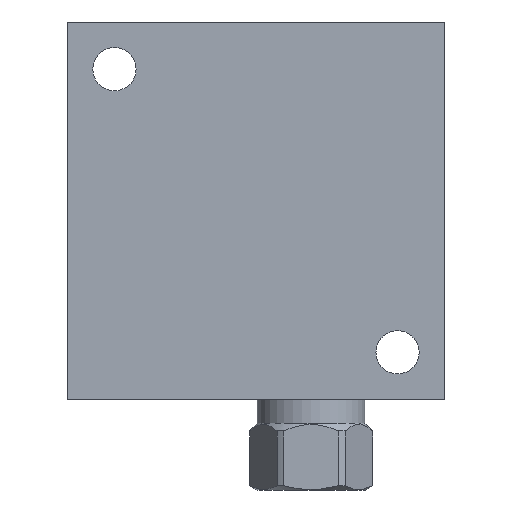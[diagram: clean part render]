
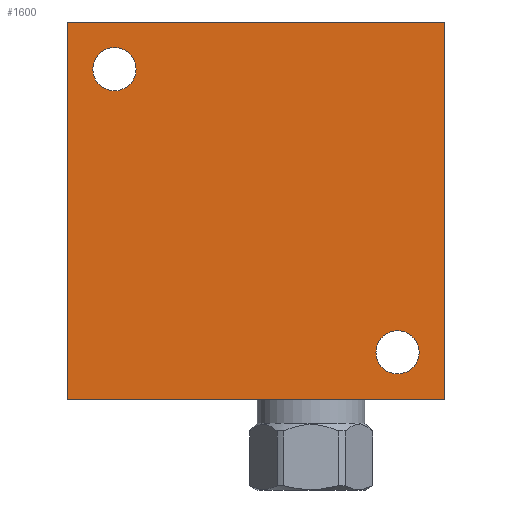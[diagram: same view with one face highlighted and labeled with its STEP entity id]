
A CAD part, front view. The second image highlights one B-rep face of the part: STEP entity #1600.
In plain terms, the highlighted planar face has unit normal (0, -1, 0).
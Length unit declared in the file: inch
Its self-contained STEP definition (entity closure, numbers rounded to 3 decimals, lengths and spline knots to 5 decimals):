
#5=DIRECTION('',(1.,0.,0.));
#6=VECTOR('',#5,3.);
#7=CARTESIAN_POINT('',(0.,-1.25,0.));
#8=LINE('',#7,#6);
#65=DIRECTION('',(0.,0.,1.));
#66=VECTOR('',#65,3.);
#67=CARTESIAN_POINT('',(3.,-1.25,0.));
#68=LINE('',#67,#66);
#79=DIRECTION('',(0.,0.,1.));
#80=VECTOR('',#79,3.);
#81=CARTESIAN_POINT('',(0.,-1.25,0.));
#82=LINE('',#81,#80);
#83=CARTESIAN_POINT('',(0.375,-1.25,2.625));
#84=DIRECTION('',(0.,1.,0.));
#85=DIRECTION('',(0.,0.,-1.));
#86=AXIS2_PLACEMENT_3D('',#83,#84,#85);
#88=CARTESIAN_POINT('',(0.375,-1.25,2.625));
#89=DIRECTION('',(0.,1.,0.));
#90=DIRECTION('',(0.,0.,1.));
#91=AXIS2_PLACEMENT_3D('',#88,#89,#90);
#93=CARTESIAN_POINT('',(2.625,-1.25,0.375));
#94=DIRECTION('',(0.,1.,0.));
#95=DIRECTION('',(0.,0.,-1.));
#96=AXIS2_PLACEMENT_3D('',#93,#94,#95);
#98=CARTESIAN_POINT('',(2.625,-1.25,0.375));
#99=DIRECTION('',(0.,1.,0.));
#100=DIRECTION('',(0.,0.,1.));
#101=AXIS2_PLACEMENT_3D('',#98,#99,#100);
#115=DIRECTION('',(1.,0.,0.));
#116=VECTOR('',#115,3.);
#117=CARTESIAN_POINT('',(0.,-1.25,3.));
#118=LINE('',#117,#116);
#1284=CARTESIAN_POINT('',(0.,-1.25,0.));
#1286=VERTEX_POINT('',#1284);
#1287=CARTESIAN_POINT('',(3.,-1.25,0.));
#1288=VERTEX_POINT('',#1287);
#1292=CARTESIAN_POINT('',(0.,-1.25,3.));
#1294=VERTEX_POINT('',#1292);
#1295=CARTESIAN_POINT('',(3.,-1.25,3.));
#1296=VERTEX_POINT('',#1295);
#1381=CARTESIAN_POINT('',(0.375,-1.25,2.453));
#1382=CARTESIAN_POINT('',(0.375,-1.25,2.797));
#1383=VERTEX_POINT('',#1381);
#1384=VERTEX_POINT('',#1382);
#1389=CARTESIAN_POINT('',(2.625,-1.25,0.203));
#1390=CARTESIAN_POINT('',(2.625,-1.25,0.547));
#1391=VERTEX_POINT('',#1389);
#1392=VERTEX_POINT('',#1390);
#1576=CARTESIAN_POINT('',(0.,-1.25,0.));
#1577=DIRECTION('',(0.,-1.,0.));
#1578=DIRECTION('',(1.,0.,0.));
#1579=AXIS2_PLACEMENT_3D('',#1576,#1577,#1578);
#1580=PLANE('',#1579);
#1581=ORIENTED_EDGE('',*,*,#1494,.F.);
#1582=ORIENTED_EDGE('',*,*,#1519,.T.);
#1584=ORIENTED_EDGE('',*,*,#1583,.T.);
#1585=ORIENTED_EDGE('',*,*,#1562,.F.);
#1586=EDGE_LOOP('',(#1581,#1582,#1584,#1585));
#1587=FACE_OUTER_BOUND('',#1586,.F.);
#1589=ORIENTED_EDGE('',*,*,#1588,.F.);
#1591=ORIENTED_EDGE('',*,*,#1590,.F.);
#1592=EDGE_LOOP('',(#1589,#1591));
#1593=FACE_BOUND('',#1592,.F.);
#1595=ORIENTED_EDGE('',*,*,#1594,.F.);
#1597=ORIENTED_EDGE('',*,*,#1596,.F.);
#1598=EDGE_LOOP('',(#1595,#1597));
#1599=FACE_BOUND('',#1598,.F.);
#1600=ADVANCED_FACE('',(#1587,#1593,#1599),#1580,.T.);
#87=CIRCLE('',#86,0.172);
#92=CIRCLE('',#91,0.172);
#97=CIRCLE('',#96,0.172);
#102=CIRCLE('',#101,0.172);
#1494=EDGE_CURVE('',#1286,#1288,#8,.T.);
#1519=EDGE_CURVE('',#1286,#1294,#82,.T.);
#1562=EDGE_CURVE('',#1288,#1296,#68,.T.);
#1583=EDGE_CURVE('',#1294,#1296,#118,.T.);
#1588=EDGE_CURVE('',#1383,#1384,#87,.T.);
#1590=EDGE_CURVE('',#1384,#1383,#92,.T.);
#1594=EDGE_CURVE('',#1391,#1392,#97,.T.);
#1596=EDGE_CURVE('',#1392,#1391,#102,.T.);
